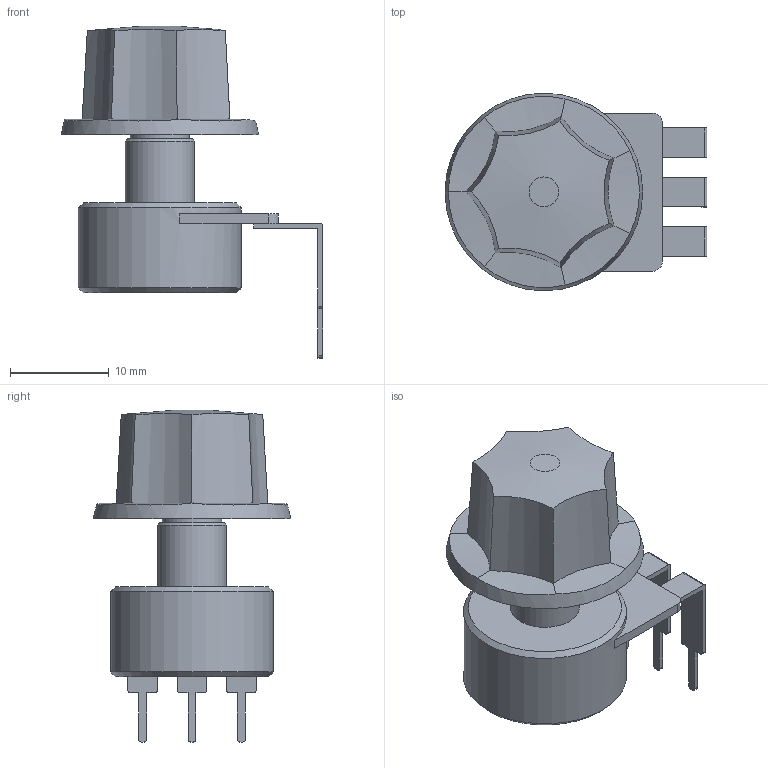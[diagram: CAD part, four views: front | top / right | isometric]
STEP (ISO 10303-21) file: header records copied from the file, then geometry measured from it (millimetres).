
FILE_DESCRIPTION(('FreeCAD Model'),'2;1');
FILE_NAME('Open CASCADE Shape Model','2023-09-28T13:04:53',(''),(''), 'Open CASCADE STEP processor 7.6','FreeCAD','Unknown');
FILE_SCHEMA(('AUTOMOTIVE_DESIGN { 1 0 10303 214 1 1 1 1 }'));
Length unit declared in the file: millimetre
Products named in the file (6): Part; Fusion; Fillet008; Fillet010; Fillet012; Cut
Assembly tree (5 placements, depth 2):
  Part
    Fusion
    Fillet008
    Fillet010
    Fillet012
    Cut
Bounding box: 26.5 x 20 x 33.6 mm (x, y, z)
Volume: 4382.7 mm3; surface area: 2844.8 mm2
Topology: 5 solids, 5 shells, 87 faces, 214 edges, 139 vertices
Faces by surface type: plane 47, cylinder 27, cone 13
Full cylindrical faces by diameter (mm): 6 x1, 7 x1, 16.5 x1
Entity records: 3647 total; most frequent: CARTESIAN_POINT 1379, DIRECTION 441, ORIENTED_EDGE 428, EDGE_CURVE 214, AXIS2_PLACEMENT_3D 157, VERTEX_POINT 139, LINE 127, VECTOR 127
